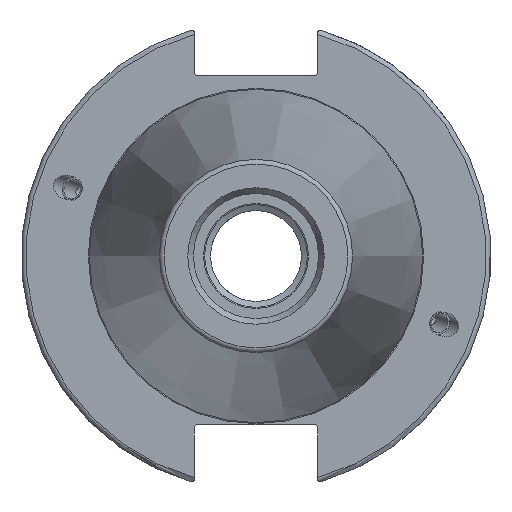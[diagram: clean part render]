
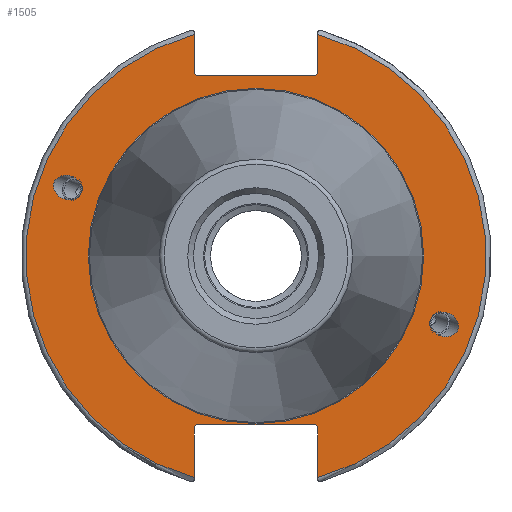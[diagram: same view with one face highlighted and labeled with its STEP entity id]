
A CAD part, left-side view. The second image highlights one B-rep face of the part: STEP entity #1505.
In plain terms, the highlighted planar face has unit normal (-1, 0, 0).
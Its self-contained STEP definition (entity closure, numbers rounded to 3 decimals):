
#31=ELLIPSE('',#1619,3.052,2.5);
#32=ELLIPSE('',#1655,3.052,2.5);
#57=FACE_BOUND('',#308,.T.);
#58=FACE_BOUND('',#309,.T.);
#59=FACE_BOUND('',#310,.T.);
#74=PLANE('',#1665);
#207=FACE_OUTER_BOUND('',#307,.T.);
#307=EDGE_LOOP('',(#1213,#1214,#1215,#1216,#1217,#1218,#1219,#1220,#1221,
#1222,#1223,#1224));
#308=EDGE_LOOP('',(#1225));
#309=EDGE_LOOP('',(#1226));
#310=EDGE_LOOP('',(#1227));
#403=LINE('',#2866,#495);
#404=LINE('',#2868,#496);
#405=LINE('',#2870,#497);
#406=LINE('',#2872,#498);
#407=LINE('',#2874,#499);
#408=LINE('',#2878,#500);
#409=LINE('',#2880,#501);
#410=LINE('',#2882,#502);
#411=LINE('',#2884,#503);
#412=LINE('',#2885,#504);
#495=VECTOR('',#1970,10.);
#496=VECTOR('',#1971,10.);
#497=VECTOR('',#1972,10.);
#498=VECTOR('',#1973,10.);
#499=VECTOR('',#1974,10.);
#500=VECTOR('',#1977,10.);
#501=VECTOR('',#1978,10.);
#502=VECTOR('',#1979,10.);
#503=VECTOR('',#1980,10.);
#504=VECTOR('',#1981,10.);
#590=CIRCLE('',#1663,35.125);
#592=CIRCLE('',#1666,48.213);
#593=CIRCLE('',#1667,48.213);
#670=VERTEX_POINT('',#2541);
#711=VERTEX_POINT('',#2842);
#716=VERTEX_POINT('',#2857);
#717=VERTEX_POINT('',#2862);
#718=VERTEX_POINT('',#2863);
#719=VERTEX_POINT('',#2865);
#720=VERTEX_POINT('',#2867);
#721=VERTEX_POINT('',#2869);
#722=VERTEX_POINT('',#2871);
#723=VERTEX_POINT('',#2873);
#724=VERTEX_POINT('',#2875);
#725=VERTEX_POINT('',#2877);
#726=VERTEX_POINT('',#2879);
#727=VERTEX_POINT('',#2881);
#728=VERTEX_POINT('',#2883);
#837=EDGE_CURVE('',#670,#670,#31,.T.);
#892=EDGE_CURVE('',#711,#711,#32,.T.);
#899=EDGE_CURVE('',#716,#716,#590,.T.);
#901=EDGE_CURVE('',#717,#718,#592,.T.);
#902=EDGE_CURVE('',#717,#719,#403,.T.);
#903=EDGE_CURVE('',#720,#719,#404,.T.);
#904=EDGE_CURVE('',#720,#721,#405,.T.);
#905=EDGE_CURVE('',#722,#721,#406,.T.);
#906=EDGE_CURVE('',#722,#723,#407,.T.);
#907=EDGE_CURVE('',#724,#723,#593,.T.);
#908=EDGE_CURVE('',#724,#725,#408,.T.);
#909=EDGE_CURVE('',#726,#725,#409,.T.);
#910=EDGE_CURVE('',#726,#727,#410,.T.);
#911=EDGE_CURVE('',#728,#727,#411,.T.);
#912=EDGE_CURVE('',#728,#718,#412,.T.);
#1213=ORIENTED_EDGE('',*,*,#901,.F.);
#1214=ORIENTED_EDGE('',*,*,#902,.T.);
#1215=ORIENTED_EDGE('',*,*,#903,.F.);
#1216=ORIENTED_EDGE('',*,*,#904,.T.);
#1217=ORIENTED_EDGE('',*,*,#905,.F.);
#1218=ORIENTED_EDGE('',*,*,#906,.T.);
#1219=ORIENTED_EDGE('',*,*,#907,.F.);
#1220=ORIENTED_EDGE('',*,*,#908,.T.);
#1221=ORIENTED_EDGE('',*,*,#909,.F.);
#1222=ORIENTED_EDGE('',*,*,#910,.T.);
#1223=ORIENTED_EDGE('',*,*,#911,.F.);
#1224=ORIENTED_EDGE('',*,*,#912,.T.);
#1225=ORIENTED_EDGE('',*,*,#837,.T.);
#1226=ORIENTED_EDGE('',*,*,#892,.T.);
#1227=ORIENTED_EDGE('',*,*,#899,.F.);
#1505=ADVANCED_FACE('',(#207,#57,#58,#59),#74,.T.);
#1619=AXIS2_PLACEMENT_3D('',#2543,#1855,#1856);
#1655=AXIS2_PLACEMENT_3D('',#2844,#1944,#1945);
#1663=AXIS2_PLACEMENT_3D('',#2859,#1962,#1963);
#1665=AXIS2_PLACEMENT_3D('',#2861,#1966,#1967);
#1666=AXIS2_PLACEMENT_3D('',#2864,#1968,#1969);
#1667=AXIS2_PLACEMENT_3D('',#2876,#1975,#1976);
#1855=DIRECTION('center_axis',(1.,0.,0.));
#1856=DIRECTION('ref_axis',(0.,-0.94,-0.342));
#1944=DIRECTION('center_axis',(1.,0.,0.));
#1945=DIRECTION('ref_axis',(0.,0.94,0.342));
#1962=DIRECTION('center_axis',(-1.,0.,0.));
#1963=DIRECTION('ref_axis',(0.,-1.,0.));
#1966=DIRECTION('center_axis',(-1.,0.,0.));
#1967=DIRECTION('ref_axis',(0.,0.,1.));
#1968=DIRECTION('center_axis',(1.,0.,0.));
#1969=DIRECTION('ref_axis',(0.,-1.,0.));
#1970=DIRECTION('',(0.,0.,-1.));
#1971=DIRECTION('',(0.,-0.707,0.707));
#1972=DIRECTION('',(0.,1.,0.));
#1973=DIRECTION('',(0.,-0.707,-0.707));
#1974=DIRECTION('',(0.,0.,1.));
#1975=DIRECTION('center_axis',(1.,0.,0.));
#1976=DIRECTION('ref_axis',(0.,1.,0.));
#1977=DIRECTION('',(0.,0.,1.));
#1978=DIRECTION('',(0.,0.707,-0.707));
#1979=DIRECTION('',(0.,-1.,0.));
#1980=DIRECTION('',(0.,0.707,0.707));
#1981=DIRECTION('',(0.,0.,-1.));
#2541=CARTESIAN_POINT('',(3.175,-36.599,-13.321));
#2543=CARTESIAN_POINT('Origin',(3.175,-39.467,-14.365));
#2842=CARTESIAN_POINT('',(3.175,36.599,13.321));
#2844=CARTESIAN_POINT('Origin',(3.175,39.467,14.365));
#2857=CARTESIAN_POINT('',(3.175,0.,35.125));
#2859=CARTESIAN_POINT('Origin',(3.175,0.,0.));
#2861=CARTESIAN_POINT('Origin',(3.175,49.213,0.));
#2862=CARTESIAN_POINT('',(3.175,-12.95,46.441));
#2863=CARTESIAN_POINT('',(3.175,-12.95,-46.441));
#2864=CARTESIAN_POINT('Origin',(3.175,0.,0.));
#2865=CARTESIAN_POINT('',(3.175,-12.95,38.219));
#2866=CARTESIAN_POINT('',(3.175,-12.95,18.86));
#2867=CARTESIAN_POINT('',(3.175,-12.45,37.719));
#2868=CARTESIAN_POINT('',(3.175,12.27,12.999));
#2869=CARTESIAN_POINT('',(3.175,12.45,37.719));
#2870=CARTESIAN_POINT('',(3.175,24.606,37.719));
#2871=CARTESIAN_POINT('',(3.175,12.95,38.219));
#2872=CARTESIAN_POINT('',(3.175,12.336,37.605));
#2873=CARTESIAN_POINT('',(3.175,12.95,46.441));
#2874=CARTESIAN_POINT('',(3.175,12.95,18.86));
#2875=CARTESIAN_POINT('',(3.175,12.95,-46.441));
#2876=CARTESIAN_POINT('Origin',(3.175,0.,0.));
#2877=CARTESIAN_POINT('',(3.175,12.95,-35.806));
#2878=CARTESIAN_POINT('',(3.175,12.95,-17.653));
#2879=CARTESIAN_POINT('',(3.175,12.45,-35.306));
#2880=CARTESIAN_POINT('',(3.175,12.939,-35.795));
#2881=CARTESIAN_POINT('',(3.175,-12.45,-35.306));
#2882=CARTESIAN_POINT('',(3.175,24.606,-35.306));
#2883=CARTESIAN_POINT('',(3.175,-12.95,-35.806));
#2884=CARTESIAN_POINT('',(3.175,11.667,-11.189));
#2885=CARTESIAN_POINT('',(3.175,-12.95,-17.653));
